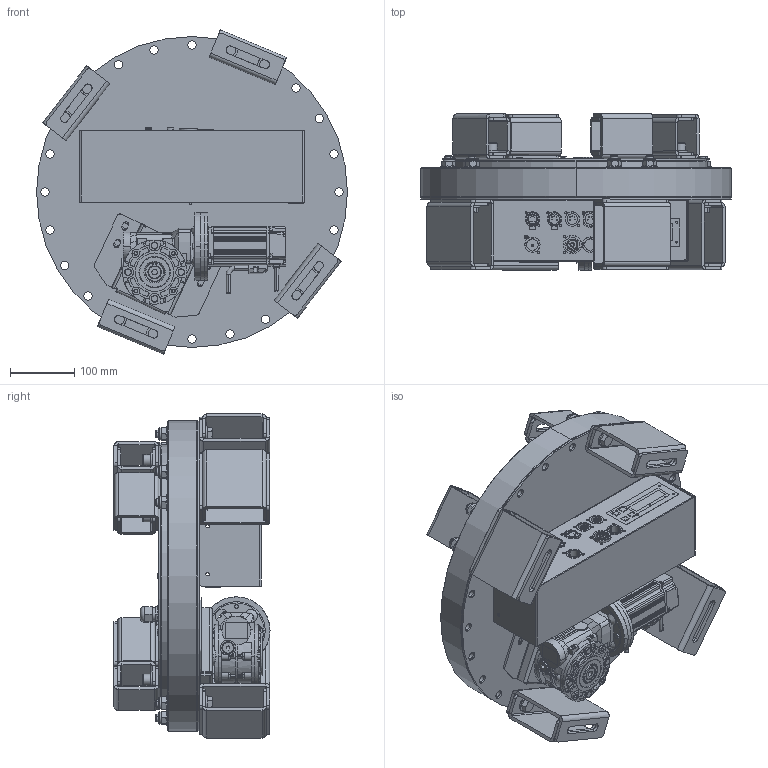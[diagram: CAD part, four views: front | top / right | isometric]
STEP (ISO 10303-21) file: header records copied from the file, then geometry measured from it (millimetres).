
FILE_DESCRIPTION (( 'STEP AP214' ), '1' );
FILE_NAME ('282.001.GIga_Rotator.STEP', '2019-11-20T09:43:02', ( '' ), ( '' ), 'SwSTEP 2.0', 'SolidWorks 2019', '' );
FILE_SCHEMA (( 'AUTOMOTIVE_DESIGN' ));
Length unit declared in the file: millimetre
Products named in the file (1): 282.001.GIga_Rotator
Bounding box: 485 x 243.5 x 505.79 mm (x, y, z)
Surface area: 1627988.9 mm2 (no closed solid volume)
Topology: 0 solids, 173 shells, 2204 faces, 7319 edges, 5219 vertices
Faces by surface type: cylinder 1019, plane 905, cone 151, torus 79, bspline 50
Entity records: 110148 total; most frequent: CARTESIAN_POINT 21834, DIRECTION 13954, ORIENTED_EDGE 11563, EDGE_CURVE 7315, VERTEX_POINT 5219, AXIS2_PLACEMENT_3D 5167, VECTOR 3620, LINE 3620
